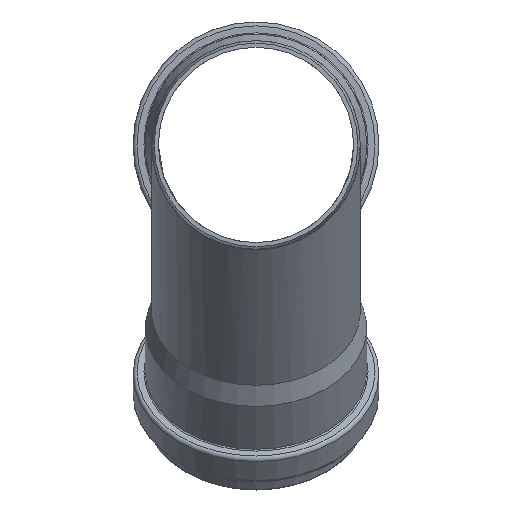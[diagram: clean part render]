
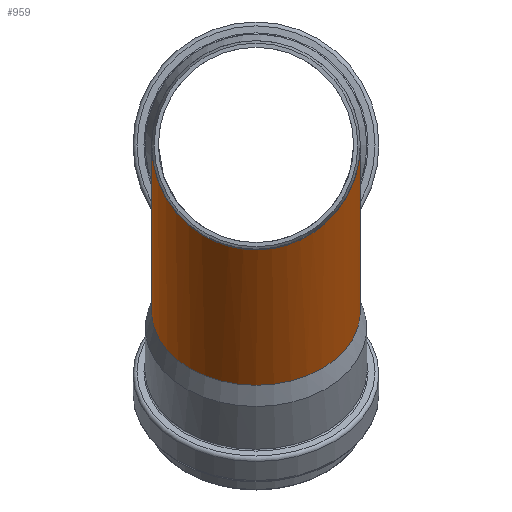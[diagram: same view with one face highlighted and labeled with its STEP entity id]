
A CAD part, front view. The second image highlights one B-rep face of the part: STEP entity #959.
In plain terms, the highlighted cylindrical face has radius 80.05 mm (diameter 160.1 mm), a partial arc.
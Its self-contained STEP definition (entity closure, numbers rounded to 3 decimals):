
#143=CIRCLE('',#1063,80.05);
#208=CYLINDRICAL_SURFACE('',#1062,80.05);
#233=B_SPLINE_CURVE_WITH_KNOTS('',3,(#1927,#1928,#1929,#1930,#1931,#1932,
#1933),.UNSPECIFIED.,.F.,.F.,(4,3,4),(0.,0.021,0.031),
 .UNSPECIFIED.);
#236=B_SPLINE_CURVE_WITH_KNOTS('',3,(#2039,#2040,#2041,#2042,#2043,#2044,
#2045),.UNSPECIFIED.,.F.,.F.,(4,3,4),(1.394,1.411,
1.444),.UNSPECIFIED.);
#257=FACE_OUTER_BOUND('',#344,.T.);
#344=EDGE_LOOP('',(#789,#790,#791,#792,#793,#794));
#491=ELLIPSE('',#1039,213.65,80.05);
#492=ELLIPSE('',#1040,86.966,80.05);
#494=ELLIPSE('',#1042,213.65,80.05);
#516=VERTEX_POINT('',#1802);
#517=VERTEX_POINT('',#1804);
#518=VERTEX_POINT('',#1871);
#519=VERTEX_POINT('',#1902);
#522=VERTEX_POINT('',#1976);
#525=VERTEX_POINT('',#2034);
#616=EDGE_CURVE('',#516,#517,#491,.T.);
#618=EDGE_CURVE('',#518,#516,#492,.T.);
#624=EDGE_CURVE('',#519,#517,#233,.T.);
#625=EDGE_CURVE('',#522,#518,#494,.T.);
#629=EDGE_CURVE('',#522,#525,#236,.T.);
#645=EDGE_CURVE('',#525,#519,#143,.T.);
#789=ORIENTED_EDGE('',*,*,#629,.T.);
#790=ORIENTED_EDGE('',*,*,#645,.T.);
#791=ORIENTED_EDGE('',*,*,#624,.T.);
#792=ORIENTED_EDGE('',*,*,#616,.F.);
#793=ORIENTED_EDGE('',*,*,#618,.F.);
#794=ORIENTED_EDGE('',*,*,#625,.F.);
#959=ADVANCED_FACE('',(#257),#208,.T.);
#1039=AXIS2_PLACEMENT_3D('',#1805,#1222,#1223);
#1040=AXIS2_PLACEMENT_3D('',#1872,#1224,#1225);
#1042=AXIS2_PLACEMENT_3D('',#1977,#1228,#1229);
#1062=AXIS2_PLACEMENT_3D('',#2094,#1268,#1269);
#1063=AXIS2_PLACEMENT_3D('',#2095,#1270,#1271);
#1222=DIRECTION('center_axis',(0.,0.391,0.921));
#1223=DIRECTION('ref_axis',(0.,0.921,-0.391));
#1224=DIRECTION('center_axis',(0.,-0.927,
0.375));
#1225=DIRECTION('ref_axis',(0.,-0.375,-0.927));
#1228=DIRECTION('center_axis',(0.,0.391,0.921));
#1229=DIRECTION('ref_axis',(0.,0.921,-0.391));
#1268=DIRECTION('center_axis',(0.,-0.707,0.707));
#1269=DIRECTION('ref_axis',(0.,-0.707,-0.707));
#1270=DIRECTION('center_axis',(0.,-0.707,0.707));
#1271=DIRECTION('ref_axis',(1.,0.,0.));
#1802=CARTESIAN_POINT('',(80.05,-67.633,0.));
#1804=CARTESIAN_POINT('',(32.738,111.839,-76.165));
#1805=CARTESIAN_POINT('Origin',(0.,-67.633,0.));
#1871=CARTESIAN_POINT('',(-80.05,-67.633,0.));
#1872=CARTESIAN_POINT('Origin',(0.,-67.633,0.));
#1902=CARTESIAN_POINT('',(32.999,111.815,-76.307));
#1927=CARTESIAN_POINT('Ctrl Pts',(32.999,111.815,-76.307));
#1928=CARTESIAN_POINT('Ctrl Pts',(32.935,111.836,-76.287));
#1929=CARTESIAN_POINT('Ctrl Pts',(32.874,111.847,-76.259));
#1930=CARTESIAN_POINT('Ctrl Pts',(32.816,111.846,-76.221));
#1931=CARTESIAN_POINT('Ctrl Pts',(32.789,111.846,-76.204));
#1932=CARTESIAN_POINT('Ctrl Pts',(32.763,111.844,-76.185));
#1933=CARTESIAN_POINT('Ctrl Pts',(32.739,111.839,-76.165));
#1976=CARTESIAN_POINT('',(-32.738,111.839,-76.165));
#1977=CARTESIAN_POINT('Origin',(0.,-67.633,0.));
#2034=CARTESIAN_POINT('',(-32.999,111.815,-76.307));
#2039=CARTESIAN_POINT('Ctrl Pts',(-32.739,111.839,-76.165));
#2040=CARTESIAN_POINT('Ctrl Pts',(-32.764,111.844,-76.186));
#2041=CARTESIAN_POINT('Ctrl Pts',(-32.792,111.847,-76.206));
#2042=CARTESIAN_POINT('Ctrl Pts',(-32.821,111.846,-76.225));
#2043=CARTESIAN_POINT('Ctrl Pts',(-32.878,111.846,-76.261));
#2044=CARTESIAN_POINT('Ctrl Pts',(-32.937,111.835,-76.288));
#2045=CARTESIAN_POINT('Ctrl Pts',(-32.999,111.815,-76.307));
#2094=CARTESIAN_POINT('Origin',(0.,-3.694,-63.939));
#2095=CARTESIAN_POINT('Origin',(0.,60.245,-127.878));
